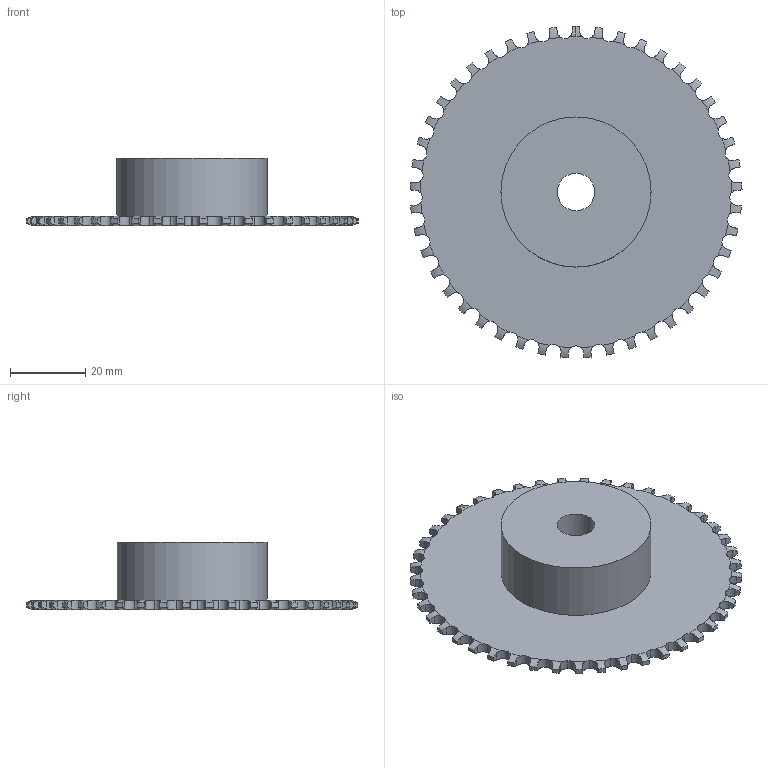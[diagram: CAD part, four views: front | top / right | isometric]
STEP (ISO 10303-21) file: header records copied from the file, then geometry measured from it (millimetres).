
FILE_DESCRIPTION(('FreeCAD Model'),'2;1');
FILE_NAME('Open CASCADE Shape Model','2021-02-25T16:03:33',( 'Simone Bignetti'),(''),'Open CASCADE STEP processor 7.4','FreeCAD', 'Unknown');
FILE_SCHEMA(('AUTOMOTIVE_DESIGN { 1 0 10303 214 1 1 1 1 }'));
Length unit declared in the file: millimetre
Products named in the file (1): Hole
Bounding box: 88.49 x 88.45 x 18 mm (x, y, z)
Volume: 32489.8 mm3; surface area: 14649.2 mm2
Topology: 1 solids, 1 shells, 322 faces, 1047 edges, 728 vertices
Faces by surface type: cylinder 227, revolution 92, plane 3
Full cylindrical faces by diameter (mm): 10 x1, 40 x1
Entity records: 38265 total; most frequent: CARTESIAN_POINT 19422, DIRECTION 3076, ORIENTED_EDGE 2094, PCURVE 2094, DEFINITIONAL_REPRESENTATION 2094, LINE 1235, VECTOR 1235, B_SPLINE_CURVE_WITH_KNOTS 1080
